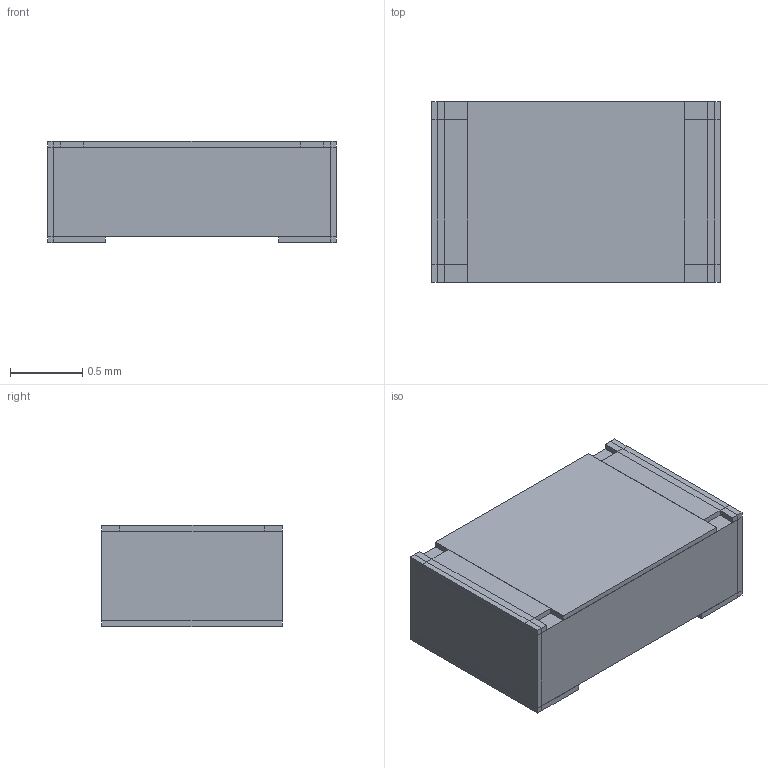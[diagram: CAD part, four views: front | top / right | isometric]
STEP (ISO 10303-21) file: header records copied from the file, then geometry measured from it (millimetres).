
FILE_DESCRIPTION(('FreeCAD Model'),'2;1');
FILE_NAME('15604471.3.1.stp','2022-02-07T08:17:55',( 'Author'),(''),'Open CASCADE STEP processor 6.9','FreeCAD','Unknown' );
FILE_SCHEMA(('AUTOMOTIVE_DESIGN { 1 0 10303 214 1 1 1 1 }'));
Length unit declared in the file: millimetre
Products named in the file (4): ASSEMBLY; solidBody; solidLead; solidTop
Assembly tree (3 placements, depth 2):
  ASSEMBLY
    solidBody
    solidLead
    solidTop
Bounding box: 2 x 1.25 x 0.7 mm (x, y, z)
Volume: 1.7 mm3; surface area: 19.3 mm2
Topology: 4 solids, 4 shells, 84 faces, 172 edges, 96 vertices
Faces by surface type: plane 84
Entity records: 4400 total; most frequent: CARTESIAN_POINT 724, DIRECTION 668, LINE 492, VECTOR 492, ORIENTED_EDGE 344, PCURVE 344, DEFINITIONAL_REPRESENTATION 344, EDGE_CURVE 172
